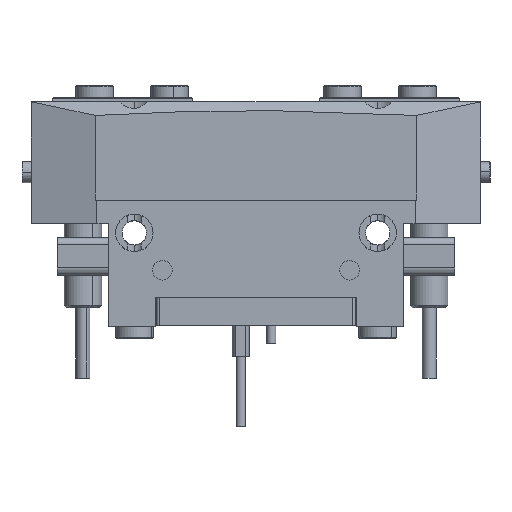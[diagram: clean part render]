
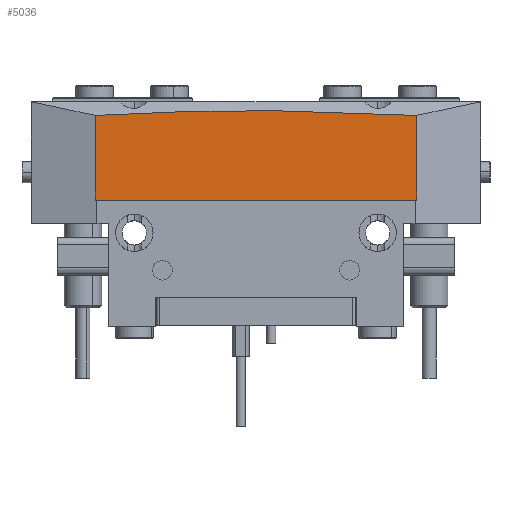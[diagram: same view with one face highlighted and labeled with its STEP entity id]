
A CAD part, top view. The second image highlights one B-rep face of the part: STEP entity #5036.
In plain terms, the highlighted planar face has unit normal (0, 0, 1).
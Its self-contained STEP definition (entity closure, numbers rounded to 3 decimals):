
#362 = DIRECTION ( 'NONE',  ( 0., 1., 0. ) ) ;
#3600 = CARTESIAN_POINT ( 'NONE',  ( 34.35, 0., 20.9 ) ) ;
#4294 = CARTESIAN_POINT ( 'NONE',  ( 34.35, 45.082, 20.9 ) ) ;
#5036 = ADVANCED_FACE ( 'NONE', ( #19851 ), #11051, .T. ) ;
#5445 = AXIS2_PLACEMENT_3D ( 'NONE', #32675, #8616, #20713 ) ;
#5844 = LINE ( 'NONE', #3600, #35784 ) ;
#6250 = VERTEX_POINT ( 'NONE', #10146 ) ;
#6251 = LINE ( 'NONE', #18256, #30658 ) ;
#6409 = CARTESIAN_POINT ( 'NONE',  ( -59.406, 27., 20.9 ) ) ;
#8616 = DIRECTION ( 'NONE',  ( 0., 0., 1. ) ) ;
#10109 = VECTOR ( 'NONE', #18128, 1000. ) ;
#10146 = CARTESIAN_POINT ( 'NONE',  ( -34.35, 27., 20.9 ) ) ;
#10205 = ORIENTED_EDGE ( 'NONE', *, *, #25755, .T. ) ;
#11051 = PLANE ( 'NONE',  #5445 ) ;
#11064 = CARTESIAN_POINT ( 'NONE',  ( 11.568, 46.431, 20.9 ) ) ;
#13240 = ORIENTED_EDGE ( 'NONE', *, *, #30691, .T. ) ;
#17124 = CARTESIAN_POINT ( 'NONE',  ( -34.35, 45.082, 20.9 ) ) ;
#18128 = DIRECTION ( 'NONE',  ( 1., 0., 0. ) ) ;
#18256 = CARTESIAN_POINT ( 'NONE',  ( -34.35, 0., 20.9 ) ) ;
#19782 = VERTEX_POINT ( 'NONE', #22766 ) ;
#19834 = CARTESIAN_POINT ( 'NONE',  ( 34.35, 45.082, 20.9 ) ) ;
#19851 = FACE_OUTER_BOUND ( 'NONE', #26058, .T. ) ;
#20713 = DIRECTION ( 'NONE',  ( 1., 0., 0. ) ) ;
#22010 = CARTESIAN_POINT ( 'NONE',  ( -34.35, 45.082, 20.9 ) ) ;
#22539 = CARTESIAN_POINT ( 'NONE',  ( -11.331, 46.445, 20.9 ) ) ;
#22766 = CARTESIAN_POINT ( 'NONE',  ( 34.35, 27., 20.9 ) ) ;
#23938 = DIRECTION ( 'NONE',  ( 0., -1., 0. ) ) ;
#25542 = EDGE_CURVE ( 'NONE', #36282, #28644, #26544, .T. ) ;
#25755 = EDGE_CURVE ( 'NONE', #19782, #36282, #5844, .T. ) ;
#26058 = EDGE_LOOP ( 'NONE', ( #10205, #26162, #13240, #29729 ) ) ;
#26162 = ORIENTED_EDGE ( 'NONE', *, *, #25542, .T. ) ;
#26544 = B_SPLINE_CURVE_WITH_KNOTS ( 'NONE', 3,
 ( #19834, #11064, #22539, #17124 ),
 .UNSPECIFIED., .F., .F.,
 ( 4, 4 ),
 ( 0.105, 0.174 ),
 .UNSPECIFIED. ) ;
#28152 = EDGE_CURVE ( 'NONE', #6250, #19782, #35915, .T. ) ;
#28644 = VERTEX_POINT ( 'NONE', #22010 ) ;
#29729 = ORIENTED_EDGE ( 'NONE', *, *, #28152, .T. ) ;
#30658 = VECTOR ( 'NONE', #23938, 1000. ) ;
#30691 = EDGE_CURVE ( 'NONE', #28644, #6250, #6251, .T. ) ;
#32675 = CARTESIAN_POINT ( 'NONE',  ( 0., 0., 20.9 ) ) ;
#35784 = VECTOR ( 'NONE', #362, 1000. ) ;
#35915 = LINE ( 'NONE', #6409, #10109 ) ;
#36282 = VERTEX_POINT ( 'NONE', #4294 ) ;
